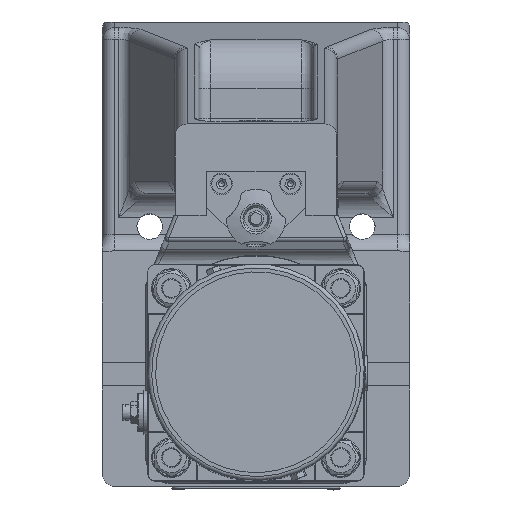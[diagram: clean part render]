
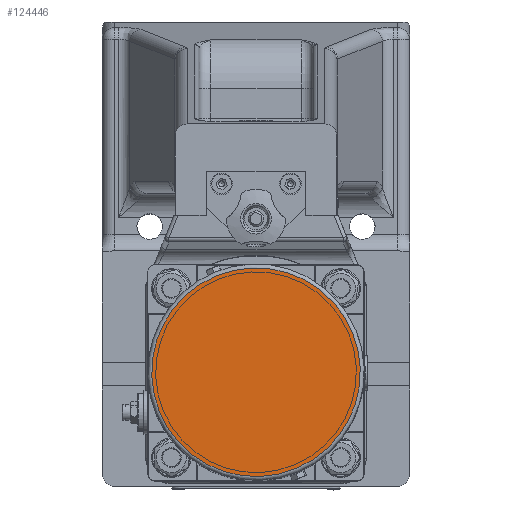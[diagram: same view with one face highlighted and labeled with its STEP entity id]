
A CAD part, top view. The second image highlights one B-rep face of the part: STEP entity #124446.
In plain terms, the highlighted planar face has unit normal (0, 0, 1).
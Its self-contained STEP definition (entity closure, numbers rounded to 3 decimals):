
#32880=PLANE('',#130991);
#38800=FACE_OUTER_BOUND('',#45507,.T.);
#45507=EDGE_LOOP('',(#94504));
#50607=CIRCLE('',#130990,53.);
#55817=VERTEX_POINT('',#180956);
#69905=EDGE_CURVE('',#55817,#55817,#50607,.T.);
#94504=ORIENTED_EDGE('',*,*,#69905,.F.);
#124446=ADVANCED_FACE('',(#38800),#32880,.F.);
#130990=AXIS2_PLACEMENT_3D('',#180957,#144734,#144735);
#130991=AXIS2_PLACEMENT_3D('',#180958,#144736,#144737);
#144734=DIRECTION('center_axis',(0.,0.,
-1.));
#144735=DIRECTION('ref_axis',(-0.924,-0.383,0.));
#144736=DIRECTION('center_axis',(0.,0.,
-1.));
#144737=DIRECTION('ref_axis',(-0.924,-0.383,0.));
#180956=CARTESIAN_POINT('',(48.966,6.282,340.));
#180957=CARTESIAN_POINT('Origin',(0.,-14.,
340.));
#180958=CARTESIAN_POINT('Origin',(0.,-14.,
340.));
